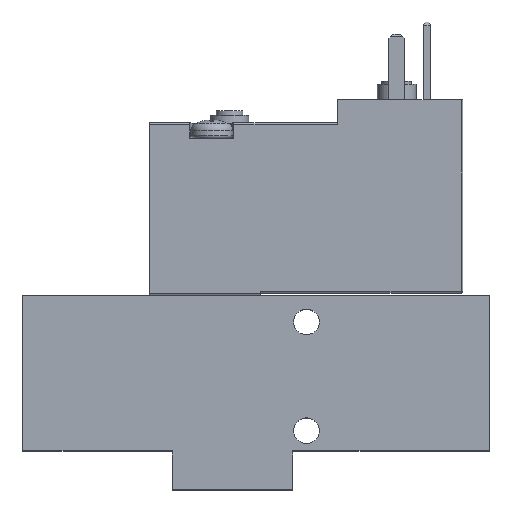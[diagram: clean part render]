
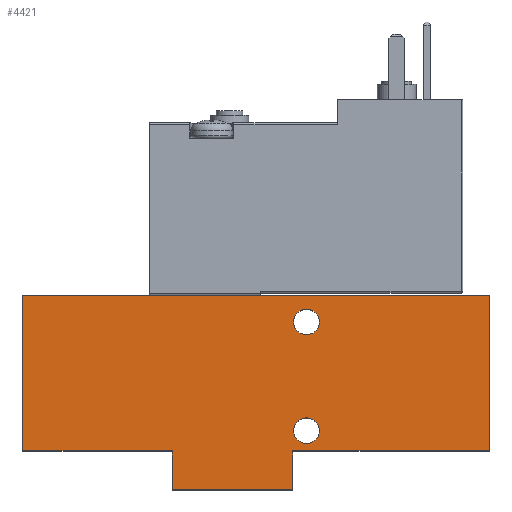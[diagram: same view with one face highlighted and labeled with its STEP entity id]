
A CAD part, top view. The second image highlights one B-rep face of the part: STEP entity #4421.
In plain terms, the highlighted planar face has unit normal (0, 0, 1).
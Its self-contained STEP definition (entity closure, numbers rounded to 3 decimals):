
#155=FACE_BOUND('',#864,.T.);
#156=FACE_BOUND('',#865,.T.);
#318=PLANE('',#4884);
#552=FACE_OUTER_BOUND('',#863,.T.);
#863=EDGE_LOOP('',(#3681,#3682,#3683,#3684,#3685,#3686,#3687,#3688));
#864=EDGE_LOOP('',(#3689));
#865=EDGE_LOOP('',(#3690));
#1204=LINE('',#7311,#1518);
#1213=LINE('',#7364,#1527);
#1217=LINE('',#7371,#1531);
#1220=LINE('',#7379,#1534);
#1224=LINE('',#7386,#1538);
#1228=LINE('',#7392,#1542);
#1229=LINE('',#7393,#1543);
#1230=LINE('',#7394,#1544);
#1518=VECTOR('',#5998,10.);
#1527=VECTOR('',#6049,10.);
#1531=VECTOR('',#6055,10.);
#1534=VECTOR('',#6060,10.);
#1538=VECTOR('',#6066,10.);
#1542=VECTOR('',#6074,10.);
#1543=VECTOR('',#6075,10.);
#1544=VECTOR('',#6076,10.);
#1724=CIRCLE('',#4869,1.65);
#1726=CIRCLE('',#4872,1.65);
#2069=VERTEX_POINT('',#7309);
#2070=VERTEX_POINT('',#7310);
#2078=VERTEX_POINT('',#7332);
#2080=VERTEX_POINT('',#7337);
#2088=VERTEX_POINT('',#7361);
#2089=VERTEX_POINT('',#7363);
#2091=VERTEX_POINT('',#7369);
#2094=VERTEX_POINT('',#7376);
#2095=VERTEX_POINT('',#7378);
#2097=VERTEX_POINT('',#7384);
#2610=EDGE_CURVE('',#2069,#2070,#1204,.T.);
#2619=EDGE_CURVE('',#2078,#2078,#1724,.T.);
#2621=EDGE_CURVE('',#2080,#2080,#1726,.T.);
#2631=EDGE_CURVE('',#2089,#2088,#1213,.T.);
#2635=EDGE_CURVE('',#2088,#2091,#1217,.T.);
#2638=EDGE_CURVE('',#2095,#2094,#1220,.T.);
#2642=EDGE_CURVE('',#2094,#2097,#1224,.T.);
#2646=EDGE_CURVE('',#2070,#2091,#1228,.T.);
#2647=EDGE_CURVE('',#2095,#2069,#1229,.T.);
#2648=EDGE_CURVE('',#2089,#2097,#1230,.T.);
#3681=ORIENTED_EDGE('',*,*,#2631,.T.);
#3682=ORIENTED_EDGE('',*,*,#2635,.T.);
#3683=ORIENTED_EDGE('',*,*,#2646,.F.);
#3684=ORIENTED_EDGE('',*,*,#2610,.F.);
#3685=ORIENTED_EDGE('',*,*,#2647,.F.);
#3686=ORIENTED_EDGE('',*,*,#2638,.T.);
#3687=ORIENTED_EDGE('',*,*,#2642,.T.);
#3688=ORIENTED_EDGE('',*,*,#2648,.F.);
#3689=ORIENTED_EDGE('',*,*,#2619,.T.);
#3690=ORIENTED_EDGE('',*,*,#2621,.T.);
#4421=ADVANCED_FACE('',(#552,#155,#156),#318,.T.);
#4869=AXIS2_PLACEMENT_3D('',#7333,#6022,#6023);
#4872=AXIS2_PLACEMENT_3D('',#7338,#6028,#6029);
#4884=AXIS2_PLACEMENT_3D('',#7391,#6072,#6073);
#5998=DIRECTION('',(1.,0.,0.));
#6022=DIRECTION('center_axis',(0.,0.,-1.));
#6023=DIRECTION('ref_axis',(1.,0.,0.));
#6028=DIRECTION('center_axis',(0.,0.,-1.));
#6029=DIRECTION('ref_axis',(1.,0.,0.));
#6049=DIRECTION('',(0.,1.,0.));
#6055=DIRECTION('',(1.,0.,0.));
#6060=DIRECTION('',(1.,0.,0.));
#6066=DIRECTION('',(0.,-1.,0.));
#6072=DIRECTION('center_axis',(0.,0.,1.));
#6073=DIRECTION('ref_axis',(1.,0.,0.));
#6074=DIRECTION('',(0.,-1.,0.));
#6075=DIRECTION('',(0.,1.,0.));
#6076=DIRECTION('',(-1.,0.,0.));
#7309=CARTESIAN_POINT('',(-60.,25.,16.));
#7310=CARTESIAN_POINT('',(0.,25.,16.));
#7311=CARTESIAN_POINT('',(0.,25.,16.));
#7332=CARTESIAN_POINT('',(-21.85,7.6,16.));
#7333=CARTESIAN_POINT('Origin',(-23.5,7.6,16.));
#7337=CARTESIAN_POINT('',(-21.85,21.6,16.));
#7338=CARTESIAN_POINT('Origin',(-23.5,21.6,16.));
#7361=CARTESIAN_POINT('',(-25.25,5.,16.));
#7363=CARTESIAN_POINT('',(-25.25,0.,16.));
#7364=CARTESIAN_POINT('',(-25.25,8.75,16.));
#7369=CARTESIAN_POINT('',(0.,5.,16.));
#7371=CARTESIAN_POINT('',(-15.,5.,16.));
#7376=CARTESIAN_POINT('',(-40.75,5.,16.));
#7378=CARTESIAN_POINT('',(-60.,5.,16.));
#7379=CARTESIAN_POINT('',(-35.375,5.,16.));
#7384=CARTESIAN_POINT('',(-40.75,0.,16.));
#7386=CARTESIAN_POINT('',(-40.75,6.25,16.));
#7391=CARTESIAN_POINT('Origin',(-30.,12.5,16.));
#7392=CARTESIAN_POINT('',(0.,0.,16.));
#7393=CARTESIAN_POINT('',(-60.,25.,16.));
#7394=CARTESIAN_POINT('',(-60.,0.,16.));
